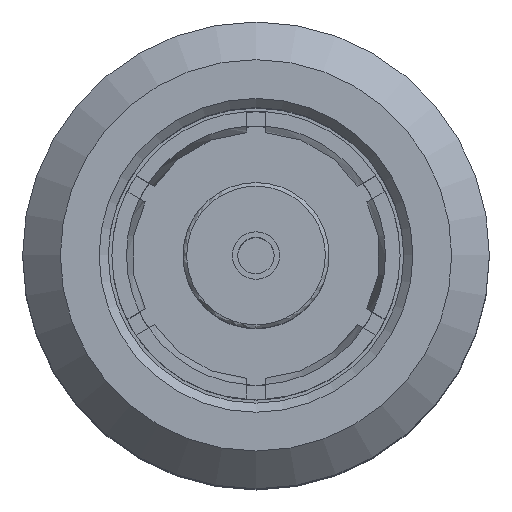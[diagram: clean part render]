
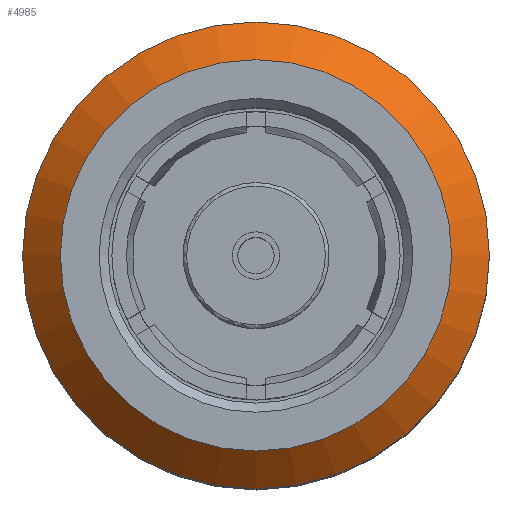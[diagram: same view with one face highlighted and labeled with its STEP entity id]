
A CAD part, top view. The second image highlights one B-rep face of the part: STEP entity #4985.
In plain terms, the highlighted conical face has half-angle 45.968 degrees and reference radius 3.25 mm.
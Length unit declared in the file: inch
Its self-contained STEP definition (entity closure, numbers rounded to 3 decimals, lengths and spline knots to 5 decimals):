
#258 = FACE_BOUND ( 'NONE', #5135, .T. ) ;
#330 = CARTESIAN_POINT ( 'NONE',  ( 0.01998, 0., 0. ) ) ;
#739 = CARTESIAN_POINT ( 'NONE',  ( 0.01998, 0., -0.12795 ) ) ;
#1200 = CIRCLE ( 'NONE', #4134, 0.10728 ) ;
#1675 = ORIENTED_EDGE ( 'NONE', *, *, #4571, .T. ) ;
#2138 = DIRECTION ( 'NONE',  ( 0., 0., -1. ) ) ;
#2203 = VERTEX_POINT ( 'NONE', #5269 ) ;
#2264 = VERTEX_POINT ( 'NONE', #739 ) ;
#2310 = DIRECTION ( 'NONE',  ( 0., 0., -1. ) ) ;
#2532 = DIRECTION ( 'NONE',  ( 1., 0., 0. ) ) ;
#2564 = EDGE_CURVE ( 'NONE', #2264, #2264, #4313, .T. ) ;
#2956 = CARTESIAN_POINT ( 'NONE',  ( 0.01998, 0., 0. ) ) ;
#3164 = DIRECTION ( 'NONE',  ( 1., 0., 0. ) ) ;
#3369 = EDGE_LOOP ( 'NONE', ( #5252 ) ) ;
#3510 = AXIS2_PLACEMENT_3D ( 'NONE', #2956, #2532, #4154 ) ;
#4134 = AXIS2_PLACEMENT_3D ( 'NONE', #4970, #4178, #2138 ) ;
#4154 = DIRECTION ( 'NONE',  ( 0., 0., -1. ) ) ;
#4178 = DIRECTION ( 'NONE',  ( 1., 0., 0. ) ) ;
#4313 = CIRCLE ( 'NONE', #4998, 0.12795 ) ;
#4571 = EDGE_CURVE ( 'NONE', #2203, #2203, #1200, .T. ) ;
#4768 = FACE_OUTER_BOUND ( 'NONE', #3369, .T. ) ;
#4963 = CONICAL_SURFACE ( 'NONE', #3510, 0.12795, 0.802 ) ;
#4970 = CARTESIAN_POINT ( 'NONE',  ( 0., 0., 0. ) ) ;
#4985 = ADVANCED_FACE ( 'NONE', ( #258, #4768 ), #4963, .T. ) ;
#4998 = AXIS2_PLACEMENT_3D ( 'NONE', #330, #3164, #2310 ) ;
#5135 = EDGE_LOOP ( 'NONE', ( #1675 ) ) ;
#5252 = ORIENTED_EDGE ( 'NONE', *, *, #2564, .F. ) ;
#5269 = CARTESIAN_POINT ( 'NONE',  ( 0., 0., -0.10728 ) ) ;
